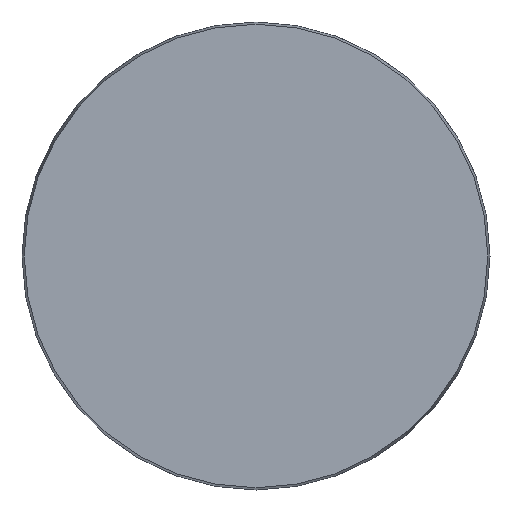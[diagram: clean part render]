
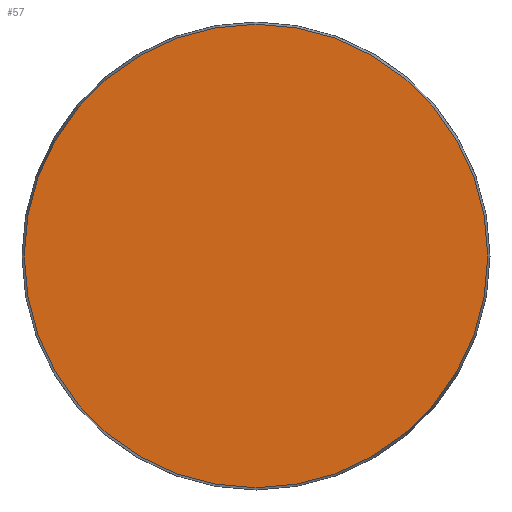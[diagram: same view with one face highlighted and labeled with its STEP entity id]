
A CAD part, front view. The second image highlights one B-rep face of the part: STEP entity #57.
In plain terms, the highlighted planar face has unit normal (0, -1, 0).
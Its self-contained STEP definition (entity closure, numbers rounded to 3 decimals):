
#20 = AXIS2_PLACEMENT_3D ( 'NONE', #229, #252, #488 ) ;
#57 = ADVANCED_FACE ( 'NONE', ( #521 ), #750, .F. ) ;
#124 = ORIENTED_EDGE ( 'NONE', *, *, #396, .T. ) ;
#182 = DIRECTION ( 'NONE',  ( 0., -1., 0. ) ) ;
#223 = CARTESIAN_POINT ( 'NONE',  ( 0., 0., -58.425 ) ) ;
#229 = CARTESIAN_POINT ( 'NONE',  ( -58.425, 0., 0. ) ) ;
#252 = DIRECTION ( 'NONE',  ( 0., 1., 0. ) ) ;
#263 = EDGE_LOOP ( 'NONE', ( #124 ) ) ;
#295 = DIRECTION ( 'NONE',  ( 0., 0., -1. ) ) ;
#392 = VERTEX_POINT ( 'NONE', #223 ) ;
#396 = EDGE_CURVE ( 'NONE', #392, #392, #495, .T. ) ;
#488 = DIRECTION ( 'NONE',  ( 0., 0., 1. ) ) ;
#495 = CIRCLE ( 'NONE', #584, 58.425 ) ;
#521 = FACE_OUTER_BOUND ( 'NONE', #263, .T. ) ;
#584 = AXIS2_PLACEMENT_3D ( 'NONE', #589, #182, #295 ) ;
#589 = CARTESIAN_POINT ( 'NONE',  ( 0., 0., 0. ) ) ;
#750 = PLANE ( 'NONE',  #20 ) ;
